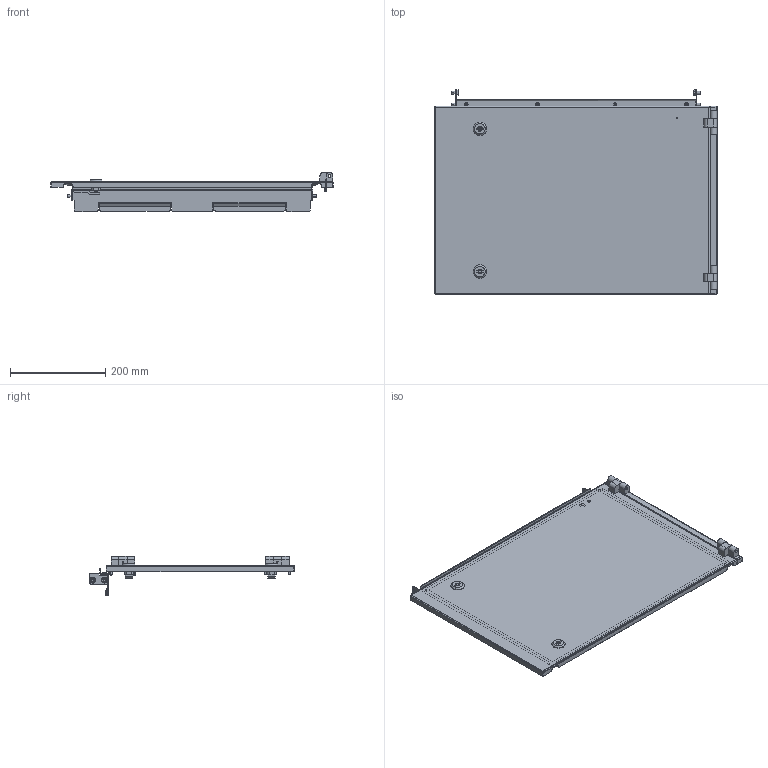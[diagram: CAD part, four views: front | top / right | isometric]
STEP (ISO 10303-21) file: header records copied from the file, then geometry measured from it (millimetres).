
FILE_DESCRIPTION (( 'STEP AP214' ), '1' );
FILE_NAME ('YKM40D-FO-DMS-040-060-54 FORMAT Äâåðü ìåòàëëè÷åñêàÿ ÷àñòè÷íàÿ 400õ600ìì IP54 IEK.STEP', '2022-05-30T08:34:48', ( '' ), ( '' ), 'SwSTEP 2.0', 'SolidWorks 2017', '' );
FILE_SCHEMA (( 'AUTOMOTIVE_DESIGN' ));
Length unit declared in the file: millimetre
Products named in the file (1): YKM40D-FO-DMS-040-060-54 FORMAT Äâåðü ìåòàëëè÷åñêàÿ ÷àñòè÷íàÿ 400õ600ìì IP54 IEK
Bounding box: 594 x 430.5 x 82.1 mm (x, y, z)
Volume: 575887.6 mm3; surface area: 734384.2 mm2
Topology: 37 solids, 37 shells, 1262 faces, 3188 edges, 2024 vertices
Faces by surface type: plane 634, cylinder 410, cone 134, bspline 60, sphere 20, torus 4
Entity records: 54660 total; most frequent: CARTESIAN_POINT 9997, DIRECTION 6352, ORIENTED_EDGE 6344, EDGE_CURVE 3172, AXIS2_PLACEMENT_3D 2373, VERTEX_POINT 2024, VECTOR 1606, LINE 1606
